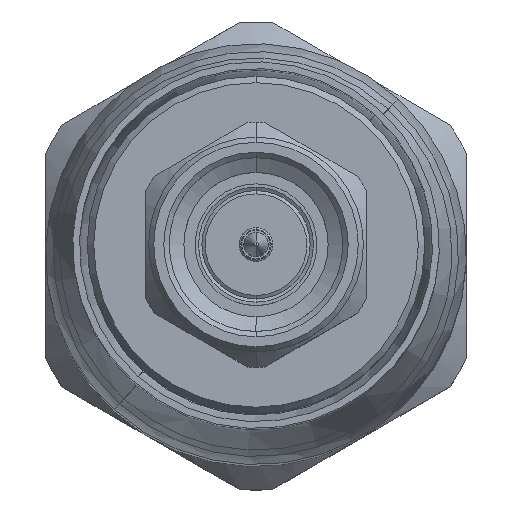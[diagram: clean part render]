
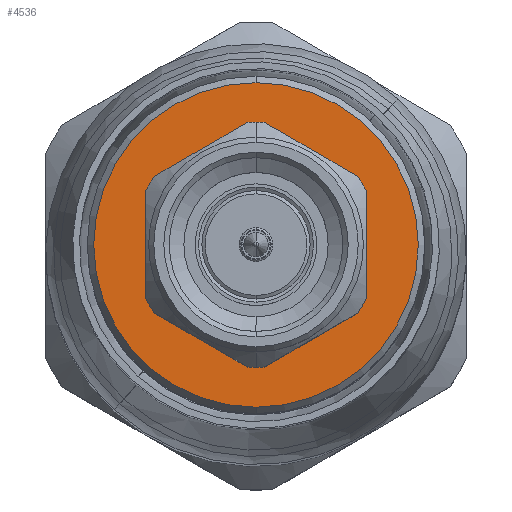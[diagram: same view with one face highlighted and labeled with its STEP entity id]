
A CAD part, top view. The second image highlights one B-rep face of the part: STEP entity #4536.
In plain terms, the highlighted face is planar.
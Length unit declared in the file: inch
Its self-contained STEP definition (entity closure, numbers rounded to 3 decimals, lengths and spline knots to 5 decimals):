
#320 = CARTESIAN_POINT ( 'NONE',  ( 0.34866, 0., 0. ) ) ;
#719 = CIRCLE ( 'NONE', #7807, 0.12928 ) ;
#1005 = DIRECTION ( 'NONE',  ( 0., -1., 0. ) ) ;
#1075 = DIRECTION ( 'NONE',  ( 1., 0., 0. ) ) ;
#1244 = VERTEX_POINT ( 'NONE', #4630 ) ;
#1677 = DIRECTION ( 'NONE',  ( -1., 0., 0. ) ) ;
#1726 = CARTESIAN_POINT ( 'NONE',  ( 0.34866, 0., 0. ) ) ;
#1816 = CARTESIAN_POINT ( 'NONE',  ( 0.34866, 0.12928, 0. ) ) ;
#1945 = CARTESIAN_POINT ( 'NONE',  ( 0.34866, 0.12928, 0. ) ) ;
#2079 = DIRECTION ( 'NONE',  ( 0., -1., 0. ) ) ;
#2177 = DIRECTION ( 'NONE',  ( -1., 0., 0. ) ) ;
#2319 = CARTESIAN_POINT ( 'NONE',  ( 0.34866, 0.239, 0. ) ) ;
#2587 = EDGE_CURVE ( 'NONE', #5733, #1244, #719, .T. ) ;
#3025 = ORIENTED_EDGE ( 'NONE', *, *, #5406, .F. ) ;
#3154 = EDGE_CURVE ( 'NONE', #6700, #8913, #4275, .T. ) ;
#3385 = DIRECTION ( 'NONE',  ( 0., 1., 0. ) ) ;
#3571 = CARTESIAN_POINT ( 'NONE',  ( 0.34866, 0., 0. ) ) ;
#3605 = AXIS2_PLACEMENT_3D ( 'NONE', #1945, #1075, #3385 ) ;
#3835 = ORIENTED_EDGE ( 'NONE', *, *, #3154, .T. ) ;
#4275 = CIRCLE ( 'NONE', #7972, 0.239 ) ;
#4536 = ADVANCED_FACE ( 'NONE', ( #6188, #8565 ), #8515, .F. ) ;
#4630 = CARTESIAN_POINT ( 'NONE',  ( 0.34866, -0.12928, 0. ) ) ;
#4670 = DIRECTION ( 'NONE',  ( -1., 0., 0. ) ) ;
#4837 = CARTESIAN_POINT ( 'NONE',  ( 0.34866, -0.239, 0. ) ) ;
#5246 = CARTESIAN_POINT ( 'NONE',  ( 0.34866, 0., 0. ) ) ;
#5291 = ORIENTED_EDGE ( 'NONE', *, *, #5876, .T. ) ;
#5406 = EDGE_CURVE ( 'NONE', #1244, #5733, #7334, .T. ) ;
#5471 = AXIS2_PLACEMENT_3D ( 'NONE', #1726, #4670, #1005 ) ;
#5733 = VERTEX_POINT ( 'NONE', #1816 ) ;
#5876 = EDGE_CURVE ( 'NONE', #8913, #6700, #7635, .T. ) ;
#6188 = FACE_BOUND ( 'NONE', #9117, .T. ) ;
#6700 = VERTEX_POINT ( 'NONE', #2319 ) ;
#6748 = DIRECTION ( 'NONE',  ( 0., -1., 0. ) ) ;
#7189 = DIRECTION ( 'NONE',  ( -1., 0., 0. ) ) ;
#7334 = CIRCLE ( 'NONE', #5471, 0.12928 ) ;
#7635 = CIRCLE ( 'NONE', #8107, 0.239 ) ;
#7807 = AXIS2_PLACEMENT_3D ( 'NONE', #3571, #2177, #2079 ) ;
#7838 = ORIENTED_EDGE ( 'NONE', *, *, #2587, .F. ) ;
#7972 = AXIS2_PLACEMENT_3D ( 'NONE', #5246, #7189, #6748 ) ;
#8107 = AXIS2_PLACEMENT_3D ( 'NONE', #320, #1677, #8382 ) ;
#8382 = DIRECTION ( 'NONE',  ( 0., -1., 0. ) ) ;
#8515 = PLANE ( 'NONE',  #3605 ) ;
#8565 = FACE_OUTER_BOUND ( 'NONE', #8597, .T. ) ;
#8597 = EDGE_LOOP ( 'NONE', ( #3835, #5291 ) ) ;
#8913 = VERTEX_POINT ( 'NONE', #4837 ) ;
#9117 = EDGE_LOOP ( 'NONE', ( #3025, #7838 ) ) ;
